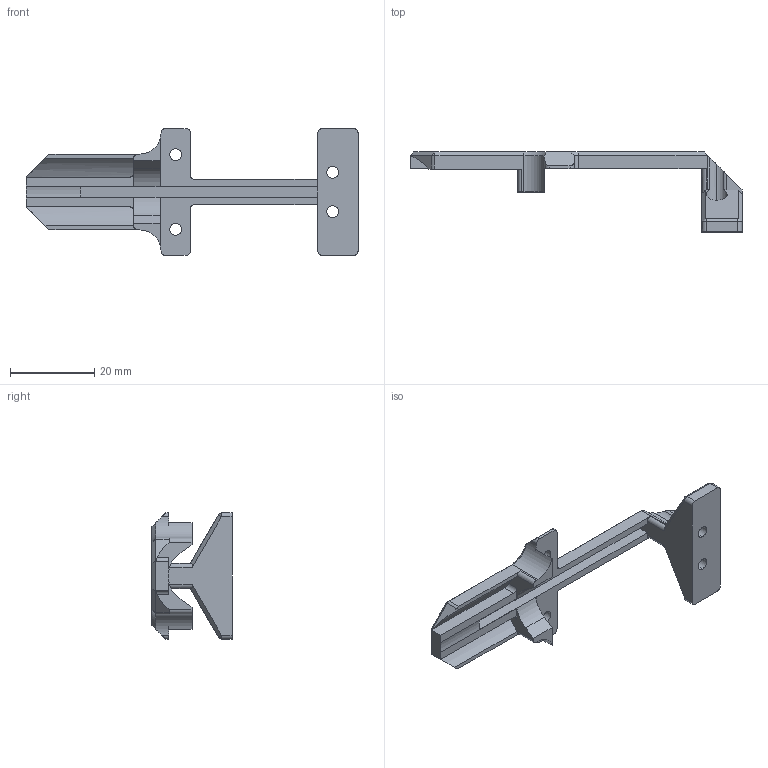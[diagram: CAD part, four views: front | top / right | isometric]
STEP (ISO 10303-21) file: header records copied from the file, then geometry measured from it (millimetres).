
FILE_DESCRIPTION (( 'STEP AP214' ), '1' );
FILE_NAME ('Pusher_Guide_Straight_V1.STEP', '2022-10-01T13:57:18', ( '' ), ( '' ), 'SwSTEP 2.0', 'SolidWorks 2020', '' );
FILE_SCHEMA (( 'AUTOMOTIVE_DESIGN' ));
Length unit declared in the file: millimetre
Products named in the file (1): Pusher_Guide_Straight_V1
Bounding box: 78.69 x 19 x 30 mm (x, y, z)
Volume: 5002.5 mm3; surface area: 4756.4 mm2
Topology: 1 solids, 1 shells, 120 faces, 328 edges, 212 vertices
Faces by surface type: plane 65, cylinder 43, cone 8, bspline 4
Entity records: 4090 total; most frequent: CARTESIAN_POINT 1093, ORIENTED_EDGE 656, DIRECTION 580, EDGE_CURVE 328, VERTEX_POINT 212, VECTOR 194, LINE 194, AXIS2_PLACEMENT_3D 193
